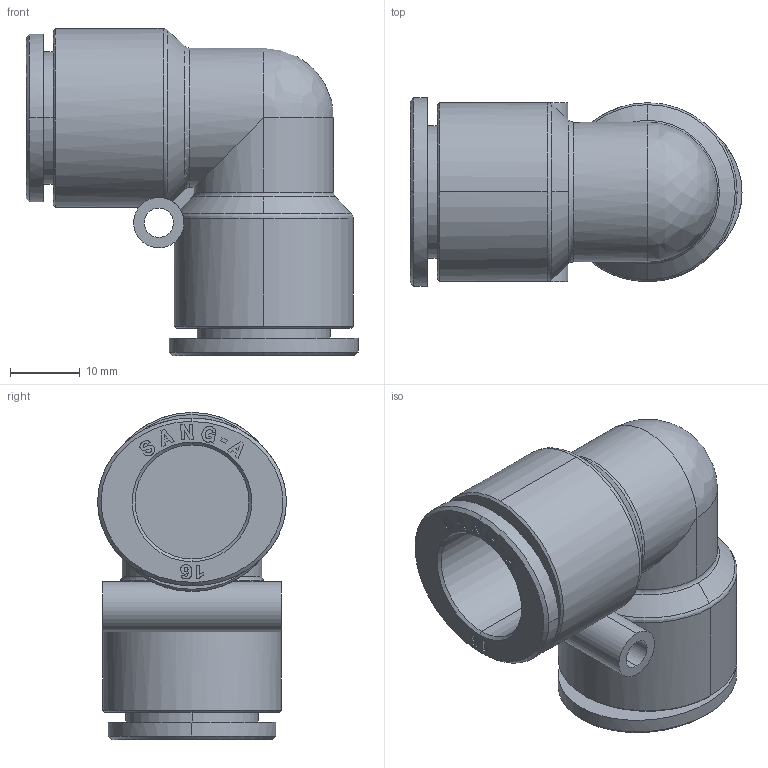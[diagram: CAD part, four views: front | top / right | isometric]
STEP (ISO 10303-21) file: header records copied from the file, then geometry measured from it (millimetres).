
FILE_DESCRIPTION (( 'STEP AP214' ), '1' );
FILE_NAME ('PUL16.stp', '2015-09-04T12:15:41', ( '' ), ( '' ), 'SwSTEP 2.0', 'SolidWorks 2015', '' );
FILE_SCHEMA (( 'AUTOMOTIVE_DESIGN' ));
Length unit declared in the file: millimetre
Products named in the file (2): PUL16; ｦ+ﾃｦ1
Assembly tree (1 placements, depth 2):
  PUL16
    ｦ+ﾃｦ1
Bounding box: 47.5 x 27 x 46.8 mm (x, y, z)
Volume: 19145.2 mm3; surface area: 10230.1 mm2
Topology: 1 solids, 1 shells, 484 faces, 1360 edges, 905 vertices
Faces by surface type: plane 368, bspline 64, cylinder 36, cone 13, torus 3
Entity records: 18041 total; most frequent: CARTESIAN_POINT 5655, ORIENTED_EDGE 2718, DIRECTION 2148, EDGE_CURVE 1359, VECTOR 1092, LINE 1092, VERTEX_POINT 905, AXIS2_PLACEMENT_3D 528
